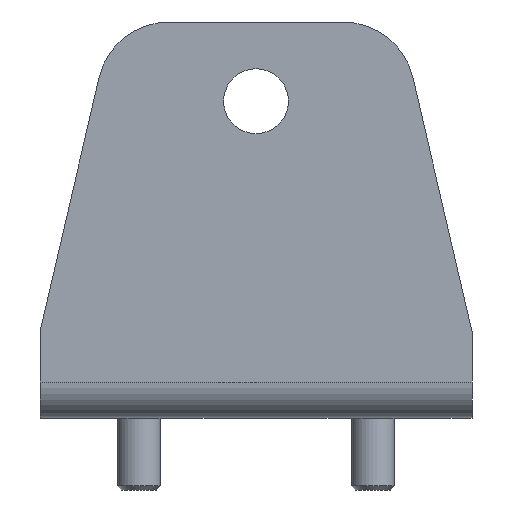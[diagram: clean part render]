
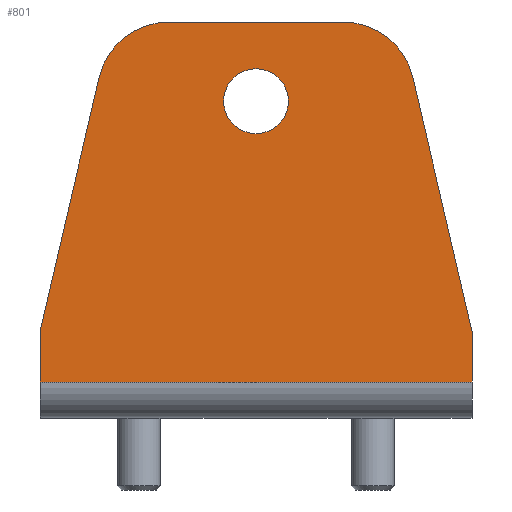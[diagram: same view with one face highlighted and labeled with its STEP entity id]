
A CAD part, front view. The second image highlights one B-rep face of the part: STEP entity #801.
In plain terms, the highlighted planar face has unit normal (0, -1, 0).
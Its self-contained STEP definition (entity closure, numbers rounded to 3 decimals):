
#80=LINE('',#1263,#132);
#81=LINE('',#1268,#133);
#96=LINE('',#1339,#148);
#97=LINE('',#1340,#149);
#98=LINE('',#1344,#150);
#99=LINE('',#1348,#151);
#132=VECTOR('',#994,1000.);
#133=VECTOR('',#999,1000.);
#148=VECTOR('',#1066,1000.);
#149=VECTOR('',#1067,1000.);
#150=VECTOR('',#1070,1000.);
#151=VECTOR('',#1073,1000.);
#229=ORIENTED_EDGE('',*,*,#437,.T.);
#230=ORIENTED_EDGE('',*,*,#398,.F.);
#231=ORIENTED_EDGE('',*,*,#438,.F.);
#232=ORIENTED_EDGE('',*,*,#439,.F.);
#233=ORIENTED_EDGE('',*,*,#440,.F.);
#234=ORIENTED_EDGE('',*,*,#441,.F.);
#235=ORIENTED_EDGE('',*,*,#442,.F.);
#236=ORIENTED_EDGE('',*,*,#400,.T.);
#237=ORIENTED_EDGE('',*,*,#443,.T.);
#398=EDGE_CURVE('',#504,#499,#80,.T.);
#400=EDGE_CURVE('',#507,#506,#81,.T.);
#437=EDGE_CURVE('',#506,#499,#96,.T.);
#438=EDGE_CURVE('',#537,#504,#97,.T.);
#439=EDGE_CURVE('',#538,#537,#594,.T.);
#440=EDGE_CURVE('',#539,#538,#98,.T.);
#441=EDGE_CURVE('',#540,#539,#595,.T.);
#442=EDGE_CURVE('',#507,#540,#99,.T.);
#443=EDGE_CURVE('',#541,#541,#596,.T.);
#499=VERTEX_POINT('',#1252);
#504=VERTEX_POINT('',#1262);
#506=VERTEX_POINT('',#1267);
#507=VERTEX_POINT('',#1269);
#537=VERTEX_POINT('',#1341);
#538=VERTEX_POINT('',#1343);
#539=VERTEX_POINT('',#1345);
#540=VERTEX_POINT('',#1347);
#541=VERTEX_POINT('',#1350);
#594=CIRCLE('',#907,10.);
#595=CIRCLE('',#908,10.);
#596=CIRCLE('',#909,4.5);
#631=EDGE_LOOP('',(#229,#230,#231,#232,#233,#234,#235,#236));
#632=EDGE_LOOP('',(#237));
#707=FACE_BOUND('',#631,.T.);
#708=FACE_BOUND('',#632,.T.);
#775=PLANE('',#906);
#801=ADVANCED_FACE('',(#707,#708),#775,.T.);
#906=AXIS2_PLACEMENT_3D('',#1338,#1064,#1065);
#907=AXIS2_PLACEMENT_3D('',#1342,#1068,#1069);
#908=AXIS2_PLACEMENT_3D('',#1346,#1071,#1072);
#909=AXIS2_PLACEMENT_3D('',#1349,#1074,#1075);
#994=DIRECTION('',(0.,0.,1.));
#999=DIRECTION('',(0.,0.,1.));
#1064=DIRECTION('',(0.,-1.,0.));
#1065=DIRECTION('',(0.,0.,-1.));
#1066=DIRECTION('',(-1.,0.,0.));
#1067=DIRECTION('',(-0.227,0.,0.974));
#1068=DIRECTION('',(0.,1.,0.));
#1069=DIRECTION('',(1.,0.,0.));
#1070=DIRECTION('',(-1.,0.,0.));
#1071=DIRECTION('',(0.,1.,0.));
#1072=DIRECTION('',(1.,0.,0.));
#1073=DIRECTION('',(-0.227,0.,-0.974));
#1074=DIRECTION('',(0.,1.,0.));
#1075=DIRECTION('',(1.,0.,0.));
#1252=CARTESIAN_POINT('',(-30.,-45.,-5.));
#1262=CARTESIAN_POINT('',(-30.,-45.,-12.));
#1263=CARTESIAN_POINT('',(-30.,-45.,-10.));
#1267=CARTESIAN_POINT('',(30.,-45.,-5.));
#1268=CARTESIAN_POINT('',(30.,-45.,-10.));
#1269=CARTESIAN_POINT('',(30.,-45.,-12.));
#1338=CARTESIAN_POINT('',(-30.,-45.,-10.));
#1339=CARTESIAN_POINT('',(30.,-45.,-5.));
#1340=CARTESIAN_POINT('',(-21.799,-45.,-47.265));
#1341=CARTESIAN_POINT('',(-21.799,-45.,-47.265));
#1342=CARTESIAN_POINT('',(-12.059,-45.,-45.));
#1343=CARTESIAN_POINT('',(-12.059,-45.,-55.));
#1344=CARTESIAN_POINT('',(12.059,-45.,-55.));
#1345=CARTESIAN_POINT('',(12.059,-45.,-55.));
#1346=CARTESIAN_POINT('',(12.059,-45.,-45.));
#1347=CARTESIAN_POINT('',(21.799,-45.,-47.265));
#1348=CARTESIAN_POINT('',(30.,-45.,-12.));
#1349=CARTESIAN_POINT('',(0.,-45.,-44.));
#1350=CARTESIAN_POINT('',(4.5,-45.,-44.));
